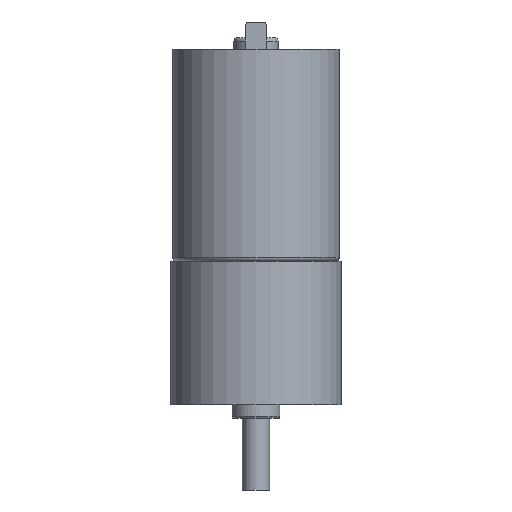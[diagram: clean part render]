
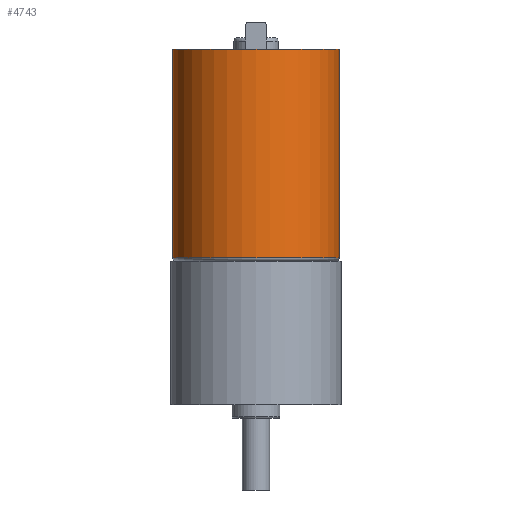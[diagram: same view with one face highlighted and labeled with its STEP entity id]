
A CAD part, front view. The second image highlights one B-rep face of the part: STEP entity #4743.
In plain terms, the highlighted cylindrical face has radius 12.2 mm (diameter 24.4 mm), a partial arc.
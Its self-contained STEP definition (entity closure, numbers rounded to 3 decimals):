
#205 = VERTEX_POINT ( 'NONE', #6801 ) ;
#288 = LINE ( 'NONE', #5459, #1384 ) ;
#588 = DIRECTION ( 'NONE',  ( 1., 0., 0. ) ) ;
#719 = LINE ( 'NONE', #5672, #4523 ) ;
#845 = VERTEX_POINT ( 'NONE', #896 ) ;
#896 = CARTESIAN_POINT ( 'NONE',  ( 12.2, 0., 0.5 ) ) ;
#1384 = VECTOR ( 'NONE', #2797, 1000. ) ;
#1513 = AXIS2_PLACEMENT_3D ( 'NONE', #2063, #2143, #5802 ) ;
#1605 = ORIENTED_EDGE ( 'NONE', *, *, #5428, .T. ) ;
#2063 = CARTESIAN_POINT ( 'NONE',  ( 0., 0., 0.5 ) ) ;
#2064 = ORIENTED_EDGE ( 'NONE', *, *, #2188, .F. ) ;
#2143 = DIRECTION ( 'NONE',  ( 0., 0., 1. ) ) ;
#2188 = EDGE_CURVE ( 'NONE', #205, #6666, #4742, .T. ) ;
#2438 = CARTESIAN_POINT ( 'NONE',  ( -12.2, 0., 0.5 ) ) ;
#2755 = CARTESIAN_POINT ( 'NONE',  ( 0., 0., 31. ) ) ;
#2797 = DIRECTION ( 'NONE',  ( 0., 0., -1. ) ) ;
#2993 = CYLINDRICAL_SURFACE ( 'NONE', #5686, 12.2 ) ;
#3186 = AXIS2_PLACEMENT_3D ( 'NONE', #2755, #3835, #588 ) ;
#3329 = CARTESIAN_POINT ( 'NONE',  ( 0., 0., 31. ) ) ;
#3411 = ORIENTED_EDGE ( 'NONE', *, *, #4867, .T. ) ;
#3563 = EDGE_LOOP ( 'NONE', ( #4241, #2064, #1605, #3411 ) ) ;
#3835 = DIRECTION ( 'NONE',  ( 0., 0., 1. ) ) ;
#4032 = EDGE_CURVE ( 'NONE', #6666, #845, #719, .T. ) ;
#4241 = ORIENTED_EDGE ( 'NONE', *, *, #4032, .F. ) ;
#4265 = DIRECTION ( 'NONE',  ( -1., 0., 0. ) ) ;
#4267 = FACE_OUTER_BOUND ( 'NONE', #3563, .T. ) ;
#4438 = CIRCLE ( 'NONE', #1513, 12.2 ) ;
#4523 = VECTOR ( 'NONE', #5654, 1000. ) ;
#4742 = CIRCLE ( 'NONE', #3186, 12.2 ) ;
#4743 = ADVANCED_FACE ( 'NONE', ( #4267 ), #2993, .T. ) ;
#4867 = EDGE_CURVE ( 'NONE', #6404, #845, #4438, .T. ) ;
#4958 = DIRECTION ( 'NONE',  ( 0., 0., -1. ) ) ;
#5428 = EDGE_CURVE ( 'NONE', #205, #6404, #288, .T. ) ;
#5459 = CARTESIAN_POINT ( 'NONE',  ( -12.2, 0., 31. ) ) ;
#5654 = DIRECTION ( 'NONE',  ( 0., 0., -1. ) ) ;
#5672 = CARTESIAN_POINT ( 'NONE',  ( 12.2, 0., 31. ) ) ;
#5686 = AXIS2_PLACEMENT_3D ( 'NONE', #3329, #4958, #4265 ) ;
#5802 = DIRECTION ( 'NONE',  ( 1., 0., 0. ) ) ;
#6404 = VERTEX_POINT ( 'NONE', #2438 ) ;
#6666 = VERTEX_POINT ( 'NONE', #6765 ) ;
#6765 = CARTESIAN_POINT ( 'NONE',  ( 12.2, 0., 31. ) ) ;
#6801 = CARTESIAN_POINT ( 'NONE',  ( -12.2, 0., 31. ) ) ;
